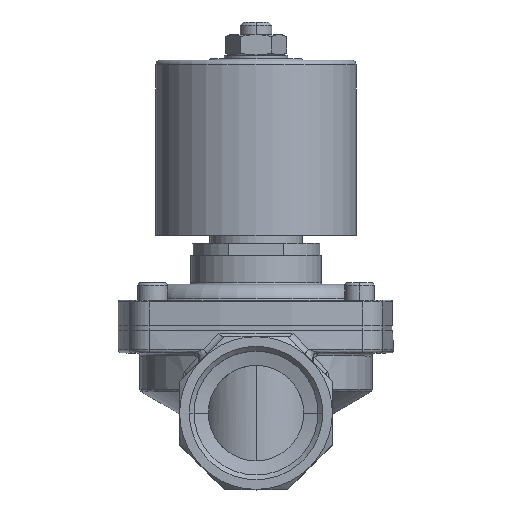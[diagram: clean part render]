
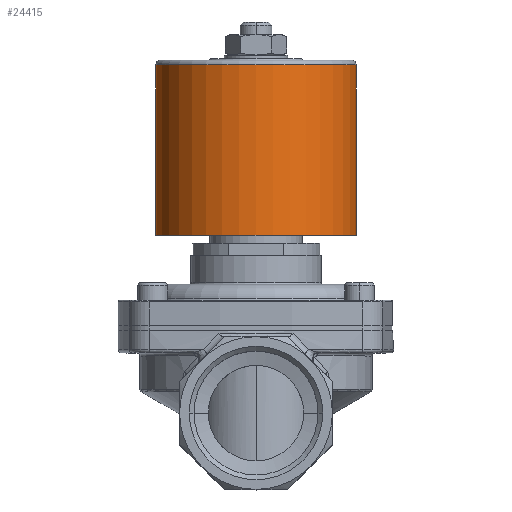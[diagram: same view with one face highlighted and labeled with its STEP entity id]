
A CAD part, top view. The second image highlights one B-rep face of the part: STEP entity #24415.
In plain terms, the highlighted cylindrical face has radius 31.5 mm (diameter 63 mm), a partial arc.
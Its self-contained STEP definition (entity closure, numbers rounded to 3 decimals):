
#274 = ORIENTED_EDGE ( 'NONE', *, *, #3631, .F. ) ;
#926 = CIRCLE ( 'NONE', #6486, 31.5 ) ;
#1034 = CARTESIAN_POINT ( 'NONE',  ( 0., 53.5, -31.5 ) ) ;
#2618 = ORIENTED_EDGE ( 'NONE', *, *, #8593, .F. ) ;
#3631 = EDGE_CURVE ( 'NONE', #19335, #12002, #9310, .T. ) ;
#4286 = AXIS2_PLACEMENT_3D ( 'NONE', #19238, #7564, #21233 ) ;
#4307 = ORIENTED_EDGE ( 'NONE', *, *, #5056, .T. ) ;
#4329 = CARTESIAN_POINT ( 'NONE',  ( 0., 0., 31.5 ) ) ;
#5056 = EDGE_CURVE ( 'NONE', #15888, #23359, #17834, .T. ) ;
#5863 = ORIENTED_EDGE ( 'NONE', *, *, #16660, .T. ) ;
#6338 = DIRECTION ( 'NONE',  ( 0., 0., -1. ) ) ;
#6486 = AXIS2_PLACEMENT_3D ( 'NONE', #19679, #7966, #21661 ) ;
#7564 = DIRECTION ( 'NONE',  ( 0., -1., 0. ) ) ;
#7966 = DIRECTION ( 'NONE',  ( 0., -1., 0. ) ) ;
#7983 = AXIS2_PLACEMENT_3D ( 'NONE', #8306, #14198, #6338 ) ;
#8306 = CARTESIAN_POINT ( 'NONE',  ( 0., 0., 0. ) ) ;
#8551 = CARTESIAN_POINT ( 'NONE',  ( 0., 0., 31.5 ) ) ;
#8593 = EDGE_CURVE ( 'NONE', #12002, #23359, #22711, .T. ) ;
#9310 = LINE ( 'NONE', #12458, #24360 ) ;
#12002 = VERTEX_POINT ( 'NONE', #25254 ) ;
#12458 = CARTESIAN_POINT ( 'NONE',  ( 0., 0., -31.5 ) ) ;
#13770 = CYLINDRICAL_SURFACE ( 'NONE', #7983, 31.5 ) ;
#14063 = DIRECTION ( 'NONE',  ( 0., -1., 0. ) ) ;
#14198 = DIRECTION ( 'NONE',  ( 0., -1., 0. ) ) ;
#14255 = DIRECTION ( 'NONE',  ( 0., -1., 0. ) ) ;
#14363 = FACE_OUTER_BOUND ( 'NONE', #21951, .T. ) ;
#15888 = VERTEX_POINT ( 'NONE', #22221 ) ;
#16660 = EDGE_CURVE ( 'NONE', #19335, #15888, #926, .T. ) ;
#17220 = VECTOR ( 'NONE', #14063, 1000. ) ;
#17834 = LINE ( 'NONE', #4329, #17220 ) ;
#19238 = CARTESIAN_POINT ( 'NONE',  ( 0., 0., 0. ) ) ;
#19335 = VERTEX_POINT ( 'NONE', #1034 ) ;
#19679 = CARTESIAN_POINT ( 'NONE',  ( 0., 53.5, 0. ) ) ;
#21233 = DIRECTION ( 'NONE',  ( 0., 0., -1. ) ) ;
#21661 = DIRECTION ( 'NONE',  ( 0., 0., -1. ) ) ;
#21951 = EDGE_LOOP ( 'NONE', ( #5863, #4307, #2618, #274 ) ) ;
#22221 = CARTESIAN_POINT ( 'NONE',  ( 0., 53.5, 31.5 ) ) ;
#22711 = CIRCLE ( 'NONE', #4286, 31.5 ) ;
#23359 = VERTEX_POINT ( 'NONE', #8551 ) ;
#24360 = VECTOR ( 'NONE', #14255, 1000. ) ;
#24415 = ADVANCED_FACE ( 'NONE', ( #14363 ), #13770, .T. ) ;
#25254 = CARTESIAN_POINT ( 'NONE',  ( 0., 0., -31.5 ) ) ;
